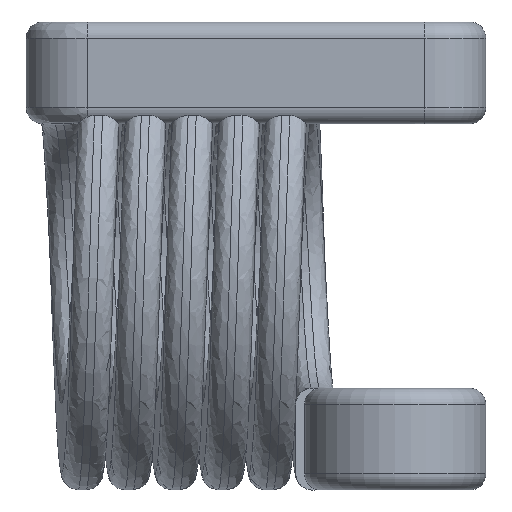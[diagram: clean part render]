
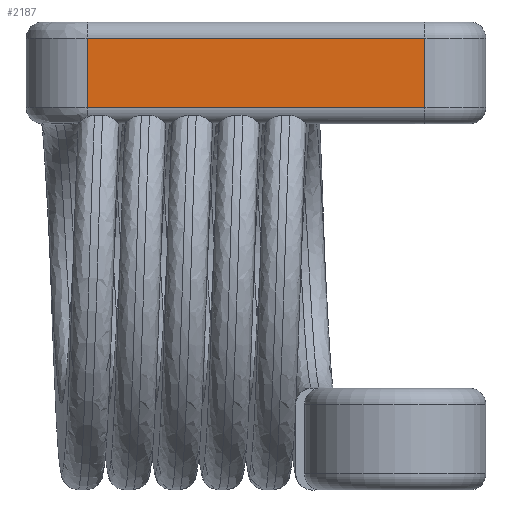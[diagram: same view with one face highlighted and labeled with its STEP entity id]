
A CAD part, left-side view. The second image highlights one B-rep face of the part: STEP entity #2187.
In plain terms, the highlighted planar face has unit normal (-1, 0, 0).
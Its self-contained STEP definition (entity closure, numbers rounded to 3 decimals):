
#314 = DIRECTION ( 'NONE',  ( 0., 0., 1. ) ) ;
#392 = EDGE_CURVE ( 'NONE', #2053, #8265, #5288, .T. ) ;
#555 = CARTESIAN_POINT ( 'NONE',  ( -6.5, 1.5, 3.65 ) ) ;
#1410 = ORIENTED_EDGE ( 'NONE', *, *, #392, .F. ) ;
#2053 = VERTEX_POINT ( 'NONE', #2953 ) ;
#2187 = ADVANCED_FACE ( 'NONE', ( #9015 ), #7706, .T. ) ;
#2359 = EDGE_CURVE ( 'NONE', #4193, #8582, #5721, .T. ) ;
#2953 = CARTESIAN_POINT ( 'NONE',  ( -6.5, 9.8, 3.65 ) ) ;
#3250 = ORIENTED_EDGE ( 'NONE', *, *, #2359, .T. ) ;
#3663 = DIRECTION ( 'NONE',  ( 0., 1., 0. ) ) ;
#4193 = VERTEX_POINT ( 'NONE', #10273 ) ;
#4393 = LINE ( 'NONE', #9201, #9284 ) ;
#4419 = CARTESIAN_POINT ( 'NONE',  ( -6.5, 9.8, 3.65 ) ) ;
#4467 = VECTOR ( 'NONE', #5915, 1000. ) ;
#4735 = LINE ( 'NONE', #6850, #4467 ) ;
#5187 = CARTESIAN_POINT ( 'NONE',  ( -6.5, 9.8, 5.35 ) ) ;
#5288 = LINE ( 'NONE', #4419, #7752 ) ;
#5390 = ORIENTED_EDGE ( 'NONE', *, *, #10131, .F. ) ;
#5721 = LINE ( 'NONE', #555, #8181 ) ;
#5887 = DIRECTION ( 'NONE',  ( -1., 0., 0. ) ) ;
#5915 = DIRECTION ( 'NONE',  ( 0., 1., 0. ) ) ;
#6127 = DIRECTION ( 'NONE',  ( 0., 0., 1. ) ) ;
#6850 = CARTESIAN_POINT ( 'NONE',  ( -6.5, 1.5, 5.35 ) ) ;
#6861 = EDGE_CURVE ( 'NONE', #8582, #8265, #4735, .T. ) ;
#7706 = PLANE ( 'NONE',  #8623 ) ;
#7752 = VECTOR ( 'NONE', #10221, 1000. ) ;
#8181 = VECTOR ( 'NONE', #6127, 1000. ) ;
#8200 = ORIENTED_EDGE ( 'NONE', *, *, #6861, .T. ) ;
#8265 = VERTEX_POINT ( 'NONE', #5187 ) ;
#8582 = VERTEX_POINT ( 'NONE', #8891 ) ;
#8623 = AXIS2_PLACEMENT_3D ( 'NONE', #11412, #5887, #314 ) ;
#8891 = CARTESIAN_POINT ( 'NONE',  ( -6.5, 1.5, 5.35 ) ) ;
#9015 = FACE_OUTER_BOUND ( 'NONE', #10873, .T. ) ;
#9201 = CARTESIAN_POINT ( 'NONE',  ( -6.5, 1.5, 3.65 ) ) ;
#9284 = VECTOR ( 'NONE', #3663, 1000. ) ;
#10131 = EDGE_CURVE ( 'NONE', #4193, #2053, #4393, .T. ) ;
#10221 = DIRECTION ( 'NONE',  ( 0., 0., 1. ) ) ;
#10273 = CARTESIAN_POINT ( 'NONE',  ( -6.5, 1.5, 3.65 ) ) ;
#10873 = EDGE_LOOP ( 'NONE', ( #8200, #1410, #5390, #3250 ) ) ;
#11412 = CARTESIAN_POINT ( 'NONE',  ( -6.5, 1.5, 3.65 ) ) ;
